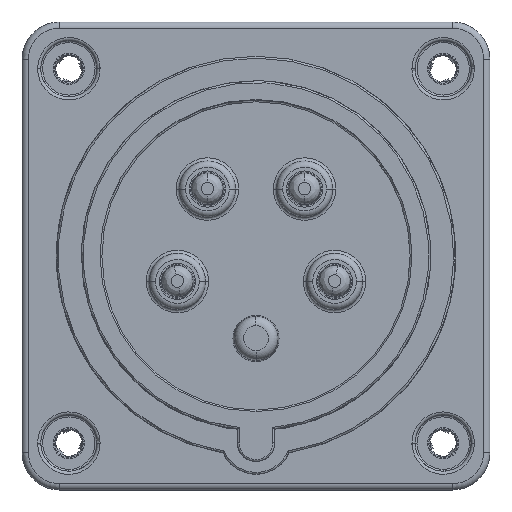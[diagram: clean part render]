
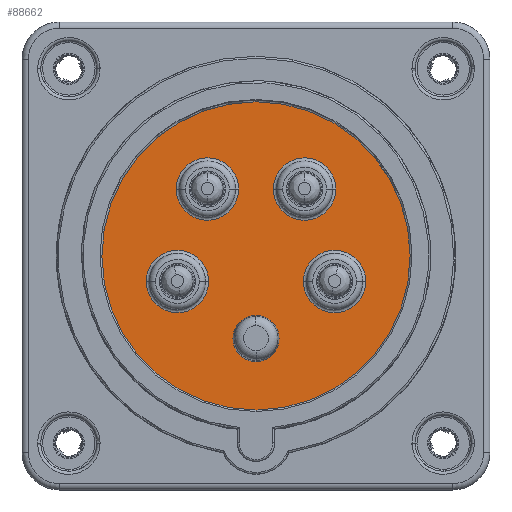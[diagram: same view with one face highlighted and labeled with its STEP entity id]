
A CAD part, top view. The second image highlights one B-rep face of the part: STEP entity #88662.
In plain terms, the highlighted face is planar.
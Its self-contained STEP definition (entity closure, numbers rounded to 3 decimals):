
#84369=CARTESIAN_POINT('',(0.,2.,0.));
#84370=DIRECTION('',(0.,-1.,0.));
#84371=DIRECTION('',(0.,0.,-1.));
#84372=AXIS2_PLACEMENT_3D('',#84369,#84370,#84371);
#84377=CARTESIAN_POINT('',(0.,2.,0.));
#84378=DIRECTION('',(0.,-1.,0.));
#84379=DIRECTION('',(0.006,0.,1.));
#84380=AXIS2_PLACEMENT_3D('',#84377,#84378,#84379);
#84385=CARTESIAN_POINT('',(0.,2.,0.));
#84386=DIRECTION('',(0.,-1.,0.));
#84387=DIRECTION('',(0.,0.,1.));
#84388=AXIS2_PLACEMENT_3D('',#84385,#84386,#84387);
#84393=CARTESIAN_POINT('',(0.,2.,0.));
#84394=DIRECTION('',(0.,-1.,0.));
#84395=DIRECTION('',(-0.006,0.,-1.));
#84396=AXIS2_PLACEMENT_3D('',#84393,#84394,#84395);
#84401=CARTESIAN_POINT('',(0.,2.,13.25));
#84402=DIRECTION('',(0.,1.,0.));
#84403=DIRECTION('',(0.309,0.,0.951));
#84404=AXIS2_PLACEMENT_3D('',#84401,#84402,#84403);
#84409=CARTESIAN_POINT('',(0.,2.,13.25));
#84410=DIRECTION('',(0.,1.,0.));
#84411=DIRECTION('',(-0.309,0.,-0.951));
#84412=AXIS2_PLACEMENT_3D('',#84409,#84410,#84411);
#84417=CARTESIAN_POINT('',(-7.788,2.,
-10.719));
#84418=DIRECTION('',(0.,1.,0.));
#84419=DIRECTION('',(-1.,0.,0.));
#84420=AXIS2_PLACEMENT_3D('',#84417,#84418,#84419);
#84425=CARTESIAN_POINT('',(-7.788,2.,
-10.719));
#84426=DIRECTION('',(0.,1.,0.));
#84427=DIRECTION('',(0.999,0.,0.036));
#84428=AXIS2_PLACEMENT_3D('',#84425,#84426,#84427);
#84433=CARTESIAN_POINT('',(-7.788,2.,
-10.719));
#84434=DIRECTION('',(0.,1.,0.));
#84435=DIRECTION('',(1.,0.,0.));
#84436=AXIS2_PLACEMENT_3D('',#84433,#84434,#84435);
#84441=CARTESIAN_POINT('',(-7.788,2.,
-10.719));
#84442=DIRECTION('',(0.,1.,0.));
#84443=DIRECTION('',(-0.999,0.,-0.036));
#84444=AXIS2_PLACEMENT_3D('',#84441,#84442,#84443);
#84449=CARTESIAN_POINT('',(7.788,2.,
-10.719));
#84450=DIRECTION('',(0.,1.,0.));
#84451=DIRECTION('',(-1.,0.,0.));
#84452=AXIS2_PLACEMENT_3D('',#84449,#84450,#84451);
#84457=CARTESIAN_POINT('',(7.788,2.,
-10.719));
#84458=DIRECTION('',(0.,1.,0.));
#84459=DIRECTION('',(0.999,0.,0.036));
#84460=AXIS2_PLACEMENT_3D('',#84457,#84458,#84459);
#84465=CARTESIAN_POINT('',(7.788,2.,
-10.719));
#84466=DIRECTION('',(0.,1.,0.));
#84467=DIRECTION('',(1.,0.,0.));
#84468=AXIS2_PLACEMENT_3D('',#84465,#84466,#84467);
#84473=CARTESIAN_POINT('',(7.788,2.,
-10.719));
#84474=DIRECTION('',(0.,1.,0.));
#84475=DIRECTION('',(-0.999,0.,-0.036));
#84476=AXIS2_PLACEMENT_3D('',#84473,#84474,#84475);
#84481=CARTESIAN_POINT('',(12.601,2.,4.094));
#84482=DIRECTION('',(0.,1.,0.));
#84483=DIRECTION('',(-1.,0.,0.));
#84484=AXIS2_PLACEMENT_3D('',#84481,#84482,#84483);
#84489=CARTESIAN_POINT('',(12.601,2.,4.094));
#84490=DIRECTION('',(0.,1.,0.));
#84491=DIRECTION('',(0.999,0.,0.036));
#84492=AXIS2_PLACEMENT_3D('',#84489,#84490,#84491);
#84497=CARTESIAN_POINT('',(12.601,2.,4.094));
#84498=DIRECTION('',(0.,1.,0.));
#84499=DIRECTION('',(1.,0.,0.));
#84500=AXIS2_PLACEMENT_3D('',#84497,#84498,#84499);
#84505=CARTESIAN_POINT('',(12.601,2.,4.094));
#84506=DIRECTION('',(0.,1.,0.));
#84507=DIRECTION('',(-0.999,0.,-0.036));
#84508=AXIS2_PLACEMENT_3D('',#84505,#84506,#84507);
#84513=CARTESIAN_POINT('',(-12.601,2.,
4.094));
#84514=DIRECTION('',(0.,1.,0.));
#84515=DIRECTION('',(-1.,0.,0.));
#84516=AXIS2_PLACEMENT_3D('',#84513,#84514,#84515);
#84521=CARTESIAN_POINT('',(-12.601,2.,
4.094));
#84522=DIRECTION('',(0.,1.,0.));
#84523=DIRECTION('',(0.999,0.,0.036));
#84524=AXIS2_PLACEMENT_3D('',#84521,#84522,#84523);
#84529=CARTESIAN_POINT('',(-12.601,2.,
4.094));
#84530=DIRECTION('',(0.,1.,0.));
#84531=DIRECTION('',(1.,0.,0.));
#84532=AXIS2_PLACEMENT_3D('',#84529,#84530,#84531);
#84537=CARTESIAN_POINT('',(-12.601,2.,
4.094));
#84538=DIRECTION('',(0.,1.,0.));
#84539=DIRECTION('',(-0.999,0.,-0.036));
#84540=AXIS2_PLACEMENT_3D('',#84537,#84538,#84539);
#87443=CARTESIAN_POINT('',(0.159,2.,24.699));
#87444=CARTESIAN_POINT('',(0.,2.,24.7));
#87445=VERTEX_POINT('',#87443);
#87446=VERTEX_POINT('',#87444);
#87447=CARTESIAN_POINT('',(0.,2.,-24.7));
#87448=VERTEX_POINT('',#87447);
#87449=CARTESIAN_POINT('',(-0.159,2.,-24.699));
#87450=VERTEX_POINT('',#87449);
#87451=CARTESIAN_POINT('',(1.082,2.,16.579));
#87452=CARTESIAN_POINT('',(-1.082,2.,9.921));
#87453=VERTEX_POINT('',#87451);
#87454=VERTEX_POINT('',#87452);
#87455=CARTESIAN_POINT('',(-12.788,2.,
-10.719));
#87456=CARTESIAN_POINT('',(-2.791,2.,
-10.541));
#87457=VERTEX_POINT('',#87455);
#87458=VERTEX_POINT('',#87456);
#87459=CARTESIAN_POINT('',(-2.788,2.,
-10.719));
#87460=VERTEX_POINT('',#87459);
#87461=CARTESIAN_POINT('',(-12.785,2.,
-10.898));
#87462=VERTEX_POINT('',#87461);
#87463=CARTESIAN_POINT('',(2.788,2.,
-10.719));
#87464=CARTESIAN_POINT('',(12.785,2.,
-10.541));
#87465=VERTEX_POINT('',#87463);
#87466=VERTEX_POINT('',#87464);
#87467=CARTESIAN_POINT('',(12.788,2.,
-10.719));
#87468=VERTEX_POINT('',#87467);
#87469=CARTESIAN_POINT('',(2.791,2.,
-10.898));
#87470=VERTEX_POINT('',#87469);
#87471=CARTESIAN_POINT('',(7.602,2.,4.094));
#87472=CARTESIAN_POINT('',(17.598,2.,4.273));
#87473=VERTEX_POINT('',#87471);
#87474=VERTEX_POINT('',#87472);
#87475=CARTESIAN_POINT('',(17.601,2.,4.094));
#87476=VERTEX_POINT('',#87475);
#87477=CARTESIAN_POINT('',(7.605,2.,3.916));
#87478=VERTEX_POINT('',#87477);
#87479=CARTESIAN_POINT('',(-17.601,2.,
4.094));
#87480=CARTESIAN_POINT('',(-7.605,2.,
4.273));
#87481=VERTEX_POINT('',#87479);
#87482=VERTEX_POINT('',#87480);
#87483=CARTESIAN_POINT('',(-7.602,2.,
4.094));
#87484=VERTEX_POINT('',#87483);
#87485=CARTESIAN_POINT('',(-17.598,2.,
3.916));
#87486=VERTEX_POINT('',#87485);
#88603=CARTESIAN_POINT('',(0.,2.,0.));
#88604=DIRECTION('',(0.,-1.,0.));
#88605=DIRECTION('',(0.,0.,1.));
#88606=AXIS2_PLACEMENT_3D('',#88603,#88604,#88605);
#88607=PLANE('',#88606);
#88608=ORIENTED_EDGE('',*,*,#88586,.T.);
#88609=ORIENTED_EDGE('',*,*,#88584,.T.);
#88611=ORIENTED_EDGE('',*,*,#88610,.T.);
#88613=ORIENTED_EDGE('',*,*,#88612,.T.);
#88614=EDGE_LOOP('',(#88608,#88609,#88611,#88613));
#88615=FACE_OUTER_BOUND('',#88614,.F.);
#88617=ORIENTED_EDGE('',*,*,#88616,.T.);
#88619=ORIENTED_EDGE('',*,*,#88618,.T.);
#88620=EDGE_LOOP('',(#88617,#88619));
#88621=FACE_BOUND('',#88620,.F.);
#88623=ORIENTED_EDGE('',*,*,#88622,.T.);
#88625=ORIENTED_EDGE('',*,*,#88624,.T.);
#88627=ORIENTED_EDGE('',*,*,#88626,.T.);
#88629=ORIENTED_EDGE('',*,*,#88628,.T.);
#88630=EDGE_LOOP('',(#88623,#88625,#88627,#88629));
#88631=FACE_BOUND('',#88630,.F.);
#88633=ORIENTED_EDGE('',*,*,#88632,.T.);
#88635=ORIENTED_EDGE('',*,*,#88634,.T.);
#88637=ORIENTED_EDGE('',*,*,#88636,.T.);
#88639=ORIENTED_EDGE('',*,*,#88638,.T.);
#88640=EDGE_LOOP('',(#88633,#88635,#88637,#88639));
#88641=FACE_BOUND('',#88640,.F.);
#88643=ORIENTED_EDGE('',*,*,#88642,.T.);
#88645=ORIENTED_EDGE('',*,*,#88644,.T.);
#88647=ORIENTED_EDGE('',*,*,#88646,.T.);
#88649=ORIENTED_EDGE('',*,*,#88648,.T.);
#88650=EDGE_LOOP('',(#88643,#88645,#88647,#88649));
#88651=FACE_BOUND('',#88650,.F.);
#88653=ORIENTED_EDGE('',*,*,#88652,.T.);
#88655=ORIENTED_EDGE('',*,*,#88654,.T.);
#88657=ORIENTED_EDGE('',*,*,#88656,.T.);
#88659=ORIENTED_EDGE('',*,*,#88658,.T.);
#88660=EDGE_LOOP('',(#88653,#88655,#88657,#88659));
#88661=FACE_BOUND('',#88660,.F.);
#84373=CIRCLE('',#84372,24.7);
#84381=CIRCLE('',#84380,24.7);
#84389=CIRCLE('',#84388,24.7);
#84397=CIRCLE('',#84396,24.7);
#84405=CIRCLE('',#84404,3.5);
#84413=CIRCLE('',#84412,3.5);
#84421=CIRCLE('',#84420,5.);
#84429=CIRCLE('',#84428,5.);
#84437=CIRCLE('',#84436,5.);
#84445=CIRCLE('',#84444,5.);
#84453=CIRCLE('',#84452,5.);
#84461=CIRCLE('',#84460,5.);
#84469=CIRCLE('',#84468,5.);
#84477=CIRCLE('',#84476,5.);
#84485=CIRCLE('',#84484,5.);
#84493=CIRCLE('',#84492,5.);
#84501=CIRCLE('',#84500,5.);
#84509=CIRCLE('',#84508,5.);
#84517=CIRCLE('',#84516,5.);
#84525=CIRCLE('',#84524,5.);
#84533=CIRCLE('',#84532,5.);
#84541=CIRCLE('',#84540,5.);
#88584=EDGE_CURVE('',#87445,#87446,#84381,.T.);
#88586=EDGE_CURVE('',#87448,#87445,#84373,.T.);
#88610=EDGE_CURVE('',#87446,#87450,#84389,.T.);
#88612=EDGE_CURVE('',#87450,#87448,#84397,.T.);
#88616=EDGE_CURVE('',#87453,#87454,#84405,.T.);
#88618=EDGE_CURVE('',#87454,#87453,#84413,.T.);
#88622=EDGE_CURVE('',#87457,#87458,#84421,.T.);
#88624=EDGE_CURVE('',#87458,#87460,#84429,.T.);
#88626=EDGE_CURVE('',#87460,#87462,#84437,.T.);
#88628=EDGE_CURVE('',#87462,#87457,#84445,.T.);
#88632=EDGE_CURVE('',#87465,#87466,#84453,.T.);
#88634=EDGE_CURVE('',#87466,#87468,#84461,.T.);
#88636=EDGE_CURVE('',#87468,#87470,#84469,.T.);
#88638=EDGE_CURVE('',#87470,#87465,#84477,.T.);
#88642=EDGE_CURVE('',#87473,#87474,#84485,.T.);
#88644=EDGE_CURVE('',#87474,#87476,#84493,.T.);
#88646=EDGE_CURVE('',#87476,#87478,#84501,.T.);
#88648=EDGE_CURVE('',#87478,#87473,#84509,.T.);
#88652=EDGE_CURVE('',#87481,#87482,#84517,.T.);
#88654=EDGE_CURVE('',#87482,#87484,#84525,.T.);
#88656=EDGE_CURVE('',#87484,#87486,#84533,.T.);
#88658=EDGE_CURVE('',#87486,#87481,#84541,.T.);
#88662=ADVANCED_FACE('',(#88615,#88621,#88631,#88641,#88651,#88661),#88607,.F.);
